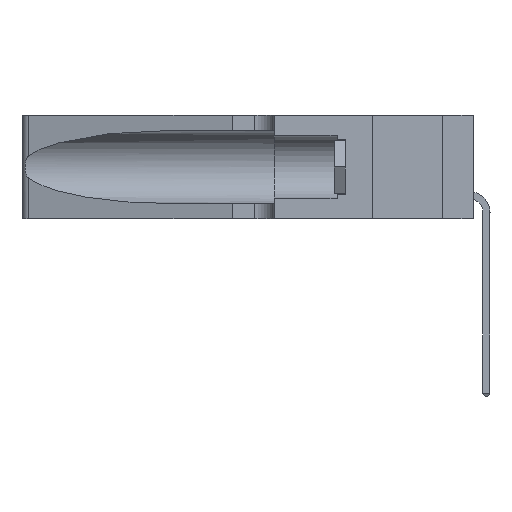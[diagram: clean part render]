
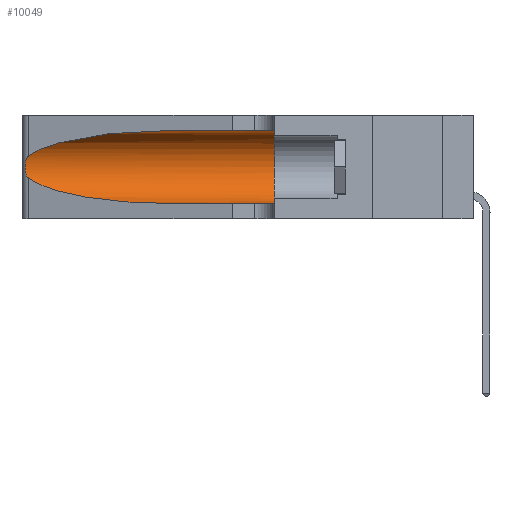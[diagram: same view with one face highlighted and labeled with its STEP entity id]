
A CAD part, left-side view. The second image highlights one B-rep face of the part: STEP entity #10049.
In plain terms, the highlighted cylindrical face has radius 3.308 mm (diameter 6.617 mm), a partial arc.
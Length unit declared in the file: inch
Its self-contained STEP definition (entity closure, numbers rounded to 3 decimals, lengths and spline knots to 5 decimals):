
#19 = CARTESIAN_POINT ( 'NONE',  ( 0.1305, 0.72297, 0.31525 ) ) ;
#84 = CARTESIAN_POINT ( 'NONE',  ( 0.1305, 1.61858, 0.185 ) ) ;
#219 = DIRECTION ( 'NONE',  ( 0., -1., 0. ) ) ;
#540 = VERTEX_POINT ( 'NONE', #14141 ) ;
#548 = CARTESIAN_POINT ( 'NONE',  ( 0.26018, 1.23835, 0.19895 ) ) ;
#698 = CARTESIAN_POINT ( 'NONE',  ( 0.25555, 1.22993, 0.14849 ) ) ;
#831 = ORIENTED_EDGE ( 'NONE', *, *, #3150, .T. ) ;
#1324 = CARTESIAN_POINT ( 'NONE',  ( 0.1305, 0.72297, 0.05475 ) ) ;
#1601 = LINE ( 'NONE', #8404, #17835 ) ;
#1743 = EDGE_CURVE ( 'NONE', #19290, #540, #14851, .T. ) ;
#1829 = DIRECTION ( 'NONE',  ( 0., 0., -1. ) ) ;
#1919 = DIRECTION ( 'NONE',  ( 0., 0., 1. ) ) ;
#2022 = CARTESIAN_POINT ( 'NONE',  ( 0.25487, 1.22718, 0.22369 ) ) ;
#2071 = CARTESIAN_POINT ( 'NONE',  ( 0.25639, 1.23186, 0.15144 ) ) ;
#2149 = CARTESIAN_POINT ( 'NONE',  ( 0.26017, 1.23833, 0.17102 ) ) ;
#3150 = EDGE_CURVE ( 'NONE', #18720, #9437, #1601, .T. ) ;
#3502 = DIRECTION ( 'NONE',  ( 0., 1., 0. ) ) ;
#3868 = CARTESIAN_POINT ( 'NONE',  ( 0.25487, 1.22718, 0.22369 ) ) ;
#4032 = CARTESIAN_POINT ( 'NONE',  ( 0.25487, 1.22718, 0.14631 ) ) ;
#4169 = CARTESIAN_POINT ( 'NONE',  ( 0.18966, 0.96281, 0.05475 ) ) ;
#5256 = CARTESIAN_POINT ( 'NONE',  ( 0.25856, 1.23593, 0.16098 ) ) ;
#5345 = CARTESIAN_POINT ( 'NONE',  ( 0.1305, 0.35, 0.05475 ) ) ;
#5806 = VERTEX_POINT ( 'NONE', #20181 ) ;
#6738 = CARTESIAN_POINT ( 'NONE',  ( 0.26075, 1.23896, 0.178 ) ) ;
#6755 = CARTESIAN_POINT ( 'NONE',  ( 0.2373, 1.15595, 0.28018 ) ) ;
#7557 = EDGE_CURVE ( 'NONE', #19290, #5806, #8234, .T. ) ;
#7829 = CARTESIAN_POINT ( 'NONE',  ( 0.1305, 0.72297, 0.05475 ) ) ;
#7896 = ORIENTED_EDGE ( 'NONE', *, *, #16401, .F. ) ;
#8234 = LINE ( 'NONE', #15872, #13153 ) ;
#8366 = ORIENTED_EDGE ( 'NONE', *, *, #17376, .T. ) ;
#8404 = CARTESIAN_POINT ( 'NONE',  ( 0.1305, 1.61858, 0.05475 ) ) ;
#9330 = ORIENTED_EDGE ( 'NONE', *, *, #18520, .T. ) ;
#9388 = AXIS2_PLACEMENT_3D ( 'NONE', #84, #219, #1829 ) ;
#9437 = VERTEX_POINT ( 'NONE', #5345 ) ;
#9892 = CARTESIAN_POINT ( 'NONE',  ( 0.25487, 1.22718, 0.14631 ) ) ;
#9965 = CARTESIAN_POINT ( 'NONE',  ( 0.25787, 1.23484, 0.2124 ) ) ;
#10049 = ADVANCED_FACE ( 'NONE', ( #16105 ), #11661, .F. ) ;
#10398 = ORIENTED_EDGE ( 'NONE', *, *, #7557, .F. ) ;
#10725 = CARTESIAN_POINT ( 'NONE',  ( 0.2373, 1.15595, 0.08982 ) ) ;
#10779 = CARTESIAN_POINT ( 'NONE',  ( 0.1305, 0.72297, 0.31525 ) ) ;
#11314 = CARTESIAN_POINT ( 'NONE',  ( 0.1305, 0.35, 0.185 ) ) ;
#11540 = CARTESIAN_POINT ( 'NONE',  ( 0.26075, 1.23896, 0.19203 ) ) ;
#11661 = CYLINDRICAL_SURFACE ( 'NONE', #9388, 0.13025 ) ;
#12099 = CARTESIAN_POINT ( 'NONE',  ( 0.25487, 1.22718, 0.14631 ) ) ;
#13153 = VECTOR ( 'NONE', #14192, 39.37008 ) ;
#14141 = CARTESIAN_POINT ( 'NONE',  ( 0.25487, 1.22718, 0.22369 ) ) ;
#14176 = AXIS2_PLACEMENT_3D ( 'NONE', #11314, #3502, #1919 ) ;
#14192 = DIRECTION ( 'NONE',  ( 0., -1., 0. ) ) ;
#14632 = CARTESIAN_POINT ( 'NONE',  ( 0.25789, 1.23486, 0.15765 ) ) ;
#14846 = CARTESIAN_POINT ( 'NONE',  ( 0.25555, 1.22994, 0.2215 ) ) ;
#14851 =( BOUNDED_CURVE ( )  B_SPLINE_CURVE ( 3, ( #19, #15776, #6755, #2022 ),
 .UNSPECIFIED., .F., .F. ) 
 B_SPLINE_CURVE_WITH_KNOTS ( ( 4, 4 ),
 ( 1.5708, 2.84003 ),
 .UNSPECIFIED. ) 
 CURVE ( )  GEOMETRIC_REPRESENTATION_ITEM ( )  RATIONAL_B_SPLINE_CURVE ( ( 1., 0.87, 0.87, 1. ) ) 
 REPRESENTATION_ITEM ( '' )  );
#15716 = B_SPLINE_CURVE_WITH_KNOTS ( 'NONE', 3,
 ( #3868, #14846, #19388, #9965, #16154, #548, #11540, #6738, #2149, #5256, #14632, #2071, #698, #9892 ),
 .UNSPECIFIED., .F., .F.,
 ( 4, 2, 2, 2, 2, 2, 4 ),
 ( 0., 0.00027, 0.00053, 0.00107, 0.0016, 0.00187, 0.00214 ),
 .UNSPECIFIED. ) ;
#15776 = CARTESIAN_POINT ( 'NONE',  ( 0.18966, 0.96281, 0.31525 ) ) ;
#15872 = CARTESIAN_POINT ( 'NONE',  ( 0.1305, 1.61858, 0.31525 ) ) ;
#16105 = FACE_OUTER_BOUND ( 'NONE', #20305, .T. ) ;
#16154 = CARTESIAN_POINT ( 'NONE',  ( 0.25854, 1.2359, 0.20912 ) ) ;
#16401 = EDGE_CURVE ( 'NONE', #5806, #9437, #17179, .T. ) ;
#17179 = CIRCLE ( 'NONE', #14176, 0.13025 ) ;
#17376 = EDGE_CURVE ( 'NONE', #540, #18549, #15716, .T. ) ;
#17835 = VECTOR ( 'NONE', #19426, 39.37008 ) ;
#18486 =( BOUNDED_CURVE ( )  B_SPLINE_CURVE ( 3, ( #4032, #10725, #4169, #1324 ),
 .UNSPECIFIED., .F., .T. ) 
 B_SPLINE_CURVE_WITH_KNOTS ( ( 4, 4 ),
 ( 3.44316, 4.71239 ),
 .UNSPECIFIED. ) 
 CURVE ( )  GEOMETRIC_REPRESENTATION_ITEM ( )  RATIONAL_B_SPLINE_CURVE ( ( 1., 0.87, 0.87, 1. ) ) 
 REPRESENTATION_ITEM ( '' )  );
#18520 = EDGE_CURVE ( 'NONE', #18549, #18720, #18486, .T. ) ;
#18549 = VERTEX_POINT ( 'NONE', #12099 ) ;
#18720 = VERTEX_POINT ( 'NONE', #7829 ) ;
#18768 = ORIENTED_EDGE ( 'NONE', *, *, #1743, .T. ) ;
#19290 = VERTEX_POINT ( 'NONE', #10779 ) ;
#19388 = CARTESIAN_POINT ( 'NONE',  ( 0.25639, 1.23184, 0.21858 ) ) ;
#19426 = DIRECTION ( 'NONE',  ( 0., -1., 0. ) ) ;
#20181 = CARTESIAN_POINT ( 'NONE',  ( 0.1305, 0.35, 0.31525 ) ) ;
#20305 = EDGE_LOOP ( 'NONE', ( #18768, #8366, #9330, #831, #7896, #10398 ) ) ;
